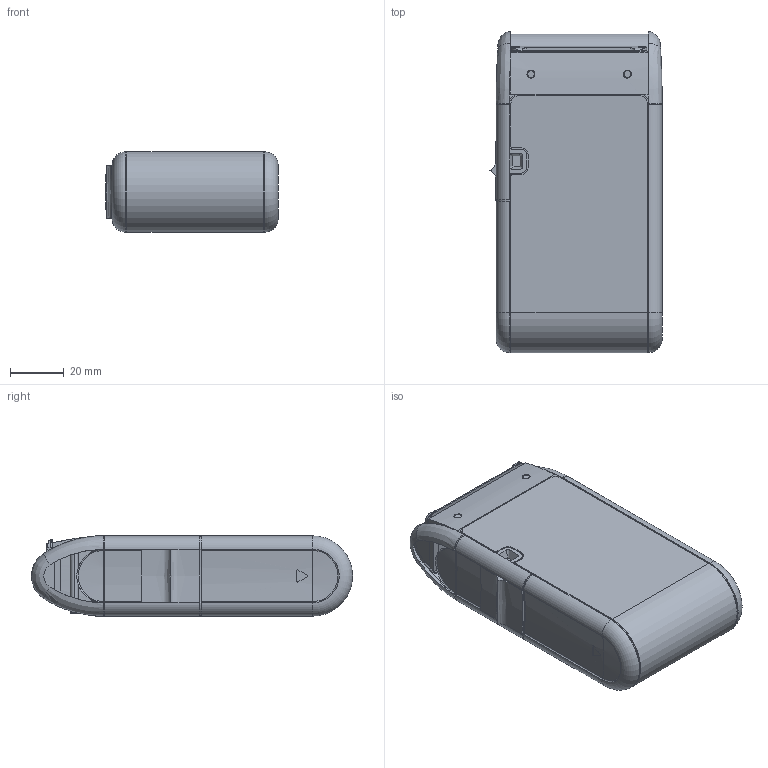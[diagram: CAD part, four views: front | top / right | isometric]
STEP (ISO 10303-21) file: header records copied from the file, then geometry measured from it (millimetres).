
FILE_DESCRIPTION (( 'STEP AP214' ), '1' );
FILE_NAME ('Sprint.STEP', '2022-11-14T08:39:50', ( '' ), ( '' ), 'SwSTEP 2.0', 'SolidWorks 2021', '' );
FILE_SCHEMA (( 'AUTOMOTIVE_DESIGN' ));
Length unit declared in the file: millimetre
Products named in the file (1): Sprint
Bounding box: 64.37 x 119.97 x 30 mm (x, y, z)
Volume: 199474.1 mm3; surface area: 29335 mm2
Topology: 9 solids, 9 shells, 277 faces, 725 edges, 468 vertices
Faces by surface type: cylinder 126, plane 118, bspline 15, torus 14, sphere 4
Entity records: 10600 total; most frequent: CARTESIAN_POINT 3648, ORIENTED_EDGE 1450, DIRECTION 1379, EDGE_CURVE 725, AXIS2_PLACEMENT_3D 511, VERTEX_POINT 468, VECTOR 357, LINE 357
